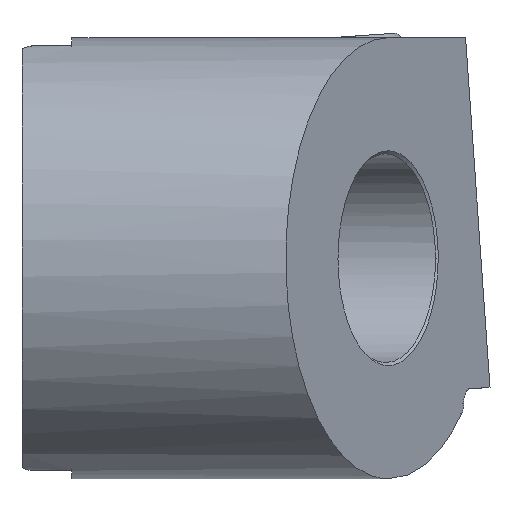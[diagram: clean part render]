
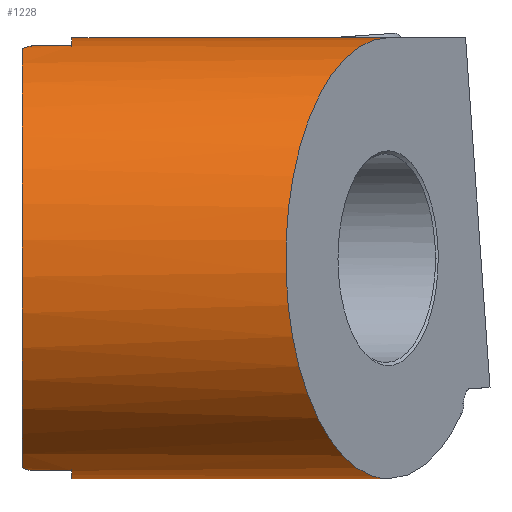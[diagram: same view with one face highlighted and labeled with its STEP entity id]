
A CAD part, left-side view. The second image highlights one B-rep face of the part: STEP entity #1228.
In plain terms, the highlighted cylindrical face has radius 9.5 mm (diameter 19 mm), a partial arc.
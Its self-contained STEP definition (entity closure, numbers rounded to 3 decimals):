
#762=VERTEX_POINT('NONE',#2181);
#902=EDGE_CURVE('NONE',#1232,#1576,#2335,.T.);
#946=VERTEX_POINT('NONE',#2380);
#1032=VERTEX_POINT('NONE',#2474);
#1076=EDGE_CURVE('NONE',#946,#1926,#2520,.F.);
#1086=VERTEX_POINT('NONE',#2531);
#1154=VERTEX_POINT('NONE',#2608);
#1228=ADVANCED_FACE('NONE',(#2689),#2690,.T.);
#1232=VERTEX_POINT('NONE',#2695);
#1260=EDGE_CURVE('NONE',#1154,#1992,#2727,.T.);
#1282=EDGE_CURVE('NONE',#1978,#1032,#2752,.F.);
#1386=EDGE_CURVE('NONE',#1992,#946,#2864,.F.);
#1432=EDGE_CURVE('NONE',#1232,#1978,#2915,.F.);
#1576=VERTEX_POINT('NONE',#3074);
#1610=EDGE_CURVE('NONE',#1086,#1154,#3110,.F.);
#1612=EDGE_CURVE('NONE',#1926,#1576,#3112,.F.);
#1648=EDGE_CURVE('NONE',#762,#1086,#3151,.F.);
#1926=VERTEX_POINT('NONE',#3461);
#1938=EDGE_CURVE('NONE',#1032,#1958,#3474,.T.);
#1958=VERTEX_POINT('NONE',#3498);
#1978=VERTEX_POINT('NONE',#3521);
#1992=VERTEX_POINT('NONE',#3537);
#2030=EDGE_CURVE('NONE',#1958,#762,#3579,.F.);
#2181=CARTESIAN_POINT('',(-2.55,-2.15,9.151));
#2335=LINE('',#4069,#4070);
#2380=CARTESIAN_POINT('',(-2.55,-0.4,-9.151));
#2474=CARTESIAN_POINT('',(0.0,-5.611,9.5));
#2520=LINE('',#4354,#4355);
#2531=CARTESIAN_POINT('',(-2.55,-0.4,9.151));
#2608=CARTESIAN_POINT('',(-2.95,0.,9.03));
#2689=FACE_OUTER_BOUND('',#4694,.T.);
#2690=CYLINDRICAL_SURFACE('',#4695,9.5);
#2695=CARTESIAN_POINT('',(0.,-15.79,-9.5));
#2727=CIRCLE('',#4742,9.5);
#2752=LINE('',#4810,#4811);
#2864=ELLIPSE('',#5013,13.435,9.5);
#2915=ELLIPSE('',#5120,10.482,9.5);
#3074=CARTESIAN_POINT('',(0.,-2.15,-9.5));
#3110=ELLIPSE('',#5502,13.435,9.5);
#3112=CIRCLE('',#5505,9.5);
#3151=LINE('',#5580,#5581);
#3461=CARTESIAN_POINT('',(-2.55,-2.15,-9.151));
#3474=LINE('',#6247,#6248);
#3498=CARTESIAN_POINT('',(0.0,-2.15,9.5));
#3521=CARTESIAN_POINT('',(0.0,-15.79,9.5));
#3537=CARTESIAN_POINT('',(-2.95,0.0,-9.03));
#3579=CIRCLE('',#6404,9.5);
#4069=CARTESIAN_POINT('',(0.,-20.22,-9.5));
#4070=VECTOR('',#6749,1000.0);
#4354=CARTESIAN_POINT('',(-2.55,-20.22,-9.151));
#4355=VECTOR('',#6910,1.0);
#4694=EDGE_LOOP('',(#7090,#7091,#7092,#7093,#7094,#7095,#7096,#7097,#7098,#7099,#7100));
#4695=AXIS2_PLACEMENT_3D('',#7101,#7102,#7103);
#4742=AXIS2_PLACEMENT_3D('',#7153,#7154,#7155);
#4810=CARTESIAN_POINT('',(0.0,-20.22,9.5));
#4811=VECTOR('',#7182,1.0);
#5013=AXIS2_PLACEMENT_3D('',#7287,#7288,#7289);
#5120=AXIS2_PLACEMENT_3D('',#7350,#7351,#7352);
#5502=AXIS2_PLACEMENT_3D('',#7557,#7558,#7559);
#5505=AXIS2_PLACEMENT_3D('',#7560,#7561,#7562);
#5580=CARTESIAN_POINT('',(-2.55,-20.22,9.151));
#5581=VECTOR('',#7590,1.0);
#6247=CARTESIAN_POINT('',(0.0,-20.22,9.5));
#6248=VECTOR('',#7944,1000.0);
#6404=AXIS2_PLACEMENT_3D('',#8073,#8074,#8075);
#6749=DIRECTION('',(0.0,1.0,0.0));
#6910=DIRECTION('',(-0.0,1.0,0.0));
#7090=ORIENTED_EDGE('',*,*,#902,.F.);
#7091=ORIENTED_EDGE('',*,*,#1432,.T.);
#7092=ORIENTED_EDGE('',*,*,#1282,.T.);
#7093=ORIENTED_EDGE('',*,*,#1938,.T.);
#7094=ORIENTED_EDGE('',*,*,#2030,.T.);
#7095=ORIENTED_EDGE('',*,*,#1648,.T.);
#7096=ORIENTED_EDGE('',*,*,#1610,.T.);
#7097=ORIENTED_EDGE('',*,*,#1260,.T.);
#7098=ORIENTED_EDGE('',*,*,#1386,.T.);
#7099=ORIENTED_EDGE('',*,*,#1076,.T.);
#7100=ORIENTED_EDGE('',*,*,#1612,.T.);
#7101=CARTESIAN_POINT('',(0.0,-20.22,0.0));
#7102=DIRECTION('',(-0.0,1.0,-0.0));
#7103=DIRECTION('',(0.0,0.0,1.0));
#7153=CARTESIAN_POINT('',(0.0,0.0,0.0));
#7154=DIRECTION('',(0.0,-1.0,0.0));
#7155=DIRECTION('',(0.0,0.0,1.0));
#7182=DIRECTION('',(0.0,-1.0,0.0));
#7287=CARTESIAN_POINT('',(0.0,-2.95,0.0));
#7288=DIRECTION('',(0.707,0.707,0.0));
#7289=DIRECTION('',(-0.707,0.707,-0.0));
#7350=CARTESIAN_POINT('',(0.0,-15.79,0.0));
#7351=DIRECTION('',(-0.423,-0.906,0.0));
#7352=DIRECTION('',(-0.906,0.423,-0.0));
#7557=CARTESIAN_POINT('',(0.0,-2.95,0.0));
#7558=DIRECTION('',(0.707,0.707,0.0));
#7559=DIRECTION('',(-0.707,0.707,-0.0));
#7560=CARTESIAN_POINT('',(0.0,-2.15,0.0));
#7561=DIRECTION('',(-0.0,1.0,0.0));
#7562=DIRECTION('',(0.0,0.0,1.0));
#7590=DIRECTION('',(0.0,-1.0,0.0));
#7944=DIRECTION('',(0.0,1.0,0.0));
#8073=CARTESIAN_POINT('',(0.0,-2.15,0.0));
#8074=DIRECTION('',(-0.0,1.0,0.0));
#8075=DIRECTION('',(0.0,0.0,1.0));
